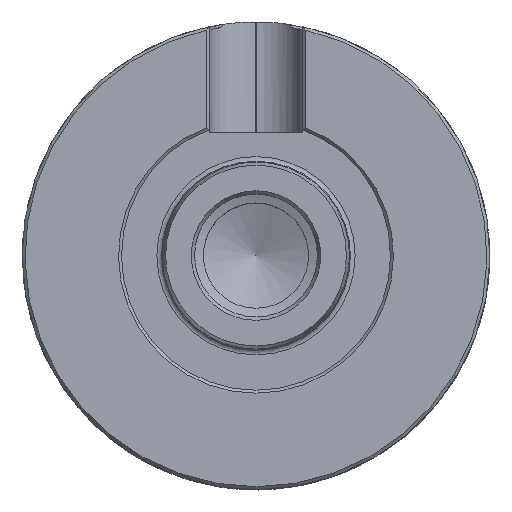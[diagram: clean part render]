
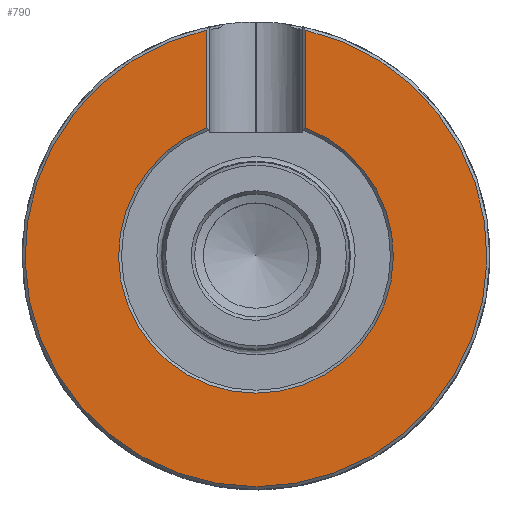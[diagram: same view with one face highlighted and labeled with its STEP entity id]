
A CAD part, top view. The second image highlights one B-rep face of the part: STEP entity #790.
In plain terms, the highlighted face is planar.
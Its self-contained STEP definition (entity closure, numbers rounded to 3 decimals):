
#790=ADVANCED_FACE('CU_VLE_LO_SU_1',(#1457),#1221,.T.);
#1221=PLANE('',#7846);
#1457=FACE_OUTER_BOUND('',#1842,.T.);
#1842=EDGE_LOOP('',(#3847,#3848,#3849,#3850));
#2640=LINE('',#15110,#3133);
#2641=LINE('',#15114,#3134);
#3133=VECTOR('',#8756,1.);
#3134=VECTOR('',#8759,1.);
#3847=ORIENTED_EDGE('',*,*,#6629,.F.);
#3848=ORIENTED_EDGE('',*,*,#6631,.T.);
#3849=ORIENTED_EDGE('',*,*,#6632,.T.);
#3850=ORIENTED_EDGE('',*,*,#6633,.T.);
#5897=VERTEX_POINT('',#15102);
#5898=VERTEX_POINT('',#15104);
#5899=VERTEX_POINT('',#15111);
#5900=VERTEX_POINT('',#15113);
#6629=EDGE_CURVE('',#5897,#5898,#7550,.T.);
#6631=EDGE_CURVE('',#5897,#5899,#2640,.T.);
#6632=EDGE_CURVE('',#5899,#5900,#7551,.T.);
#6633=EDGE_CURVE('',#5900,#5898,#2641,.T.);
#7550=CIRCLE('',#7843,23.5);
#7551=CIRCLE('',#7845,39.5);
#7843=AXIS2_PLACEMENT_3D('',#15103,#8752,#8753);
#7845=AXIS2_PLACEMENT_3D('',#15112,#8757,#8758);
#7846=AXIS2_PLACEMENT_3D('',#15115,#8760,#8761);
#8752=DIRECTION('',(0.,1.,0.));
#8753=DIRECTION('',(-1.,0.,0.));
#8756=DIRECTION('',(0.,0.,1.));
#8757=DIRECTION('',(0.,1.,0.));
#8758=DIRECTION('',(-1.,0.,0.));
#8759=DIRECTION('',(0.,0.,-1.));
#8760=DIRECTION('',(0.,1.,0.));
#8761=DIRECTION('',(-1.,0.,0.));
#15102=CARTESIAN_POINT('',(8.511,0.,21.905));
#15103=CARTESIAN_POINT('',(0.,0.,0.));
#15104=CARTESIAN_POINT('',(-8.511,0.,21.905));
#15110=CARTESIAN_POINT('',(8.511,0.,23.5));
#15111=CARTESIAN_POINT('',(8.511,0.,38.572));
#15112=CARTESIAN_POINT('',(0.,0.,0.));
#15113=CARTESIAN_POINT('',(-8.511,0.,38.572));
#15114=CARTESIAN_POINT('',(-8.511,0.,23.5));
#15115=CARTESIAN_POINT('',(0.,0.,23.5));
